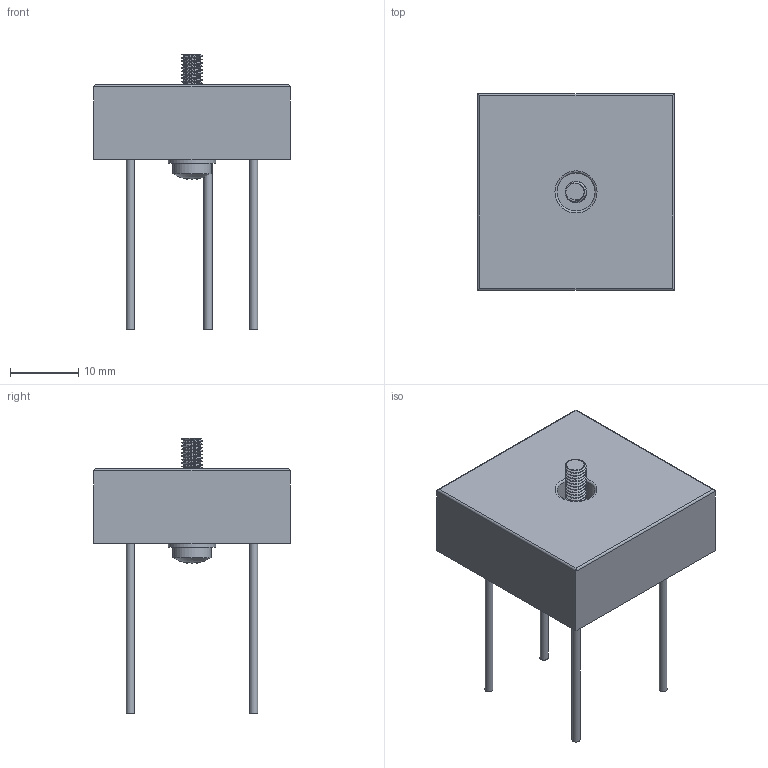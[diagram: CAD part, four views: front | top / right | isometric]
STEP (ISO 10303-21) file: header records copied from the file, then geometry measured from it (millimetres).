
FILE_DESCRIPTION(('FreeCAD Model'),'2;1');
FILE_NAME('Diode_Bridge_GeneSiC_Semiconductor_KBPC_W_Mountpoint.step', '2020-06-27T23:06:11',('kicad StepUp'),('ksu MCAD'), 'Open CASCADE STEP processor 7.3','FreeCAD','Unknown');
FILE_SCHEMA(('AUTOMOTIVE_DESIGN { 1 0 10303 214 1 1 1 1 }'));
Length unit declared in the file: millimetre
Products named in the file (1): Diode_Bridge_GeneSiC_Semiconductor_KBPC_W_Mountpoint
Bounding box: 28.89 x 28.89 x 40.5 mm (x, y, z)
Volume: 8507.9 mm3; surface area: 3915.1 mm2
Topology: 1 solids, 1 shells, 187 faces, 392 edges, 216 vertices
Faces by surface type: bspline 130, plane 35, cylinder 14, cone 5, torus 1, sphere 1, revolution 1
Full cylindrical faces by diameter (mm): 1.2 x4, 3 x1, 3.2 x1, 5.59 x1, 5.6 x1, 6.59 x1, 7 x1
Entity records: 11784 total; most frequent: CARTESIAN_POINT 7499, ORIENTED_EDGE 782, EDGE_CURVE 391, DIRECTION 321, VERTEX_POINT 216, B_SPLINE_CURVE_WITH_KNOTS 198, FACE_BOUND 197, EDGE_LOOP 197
